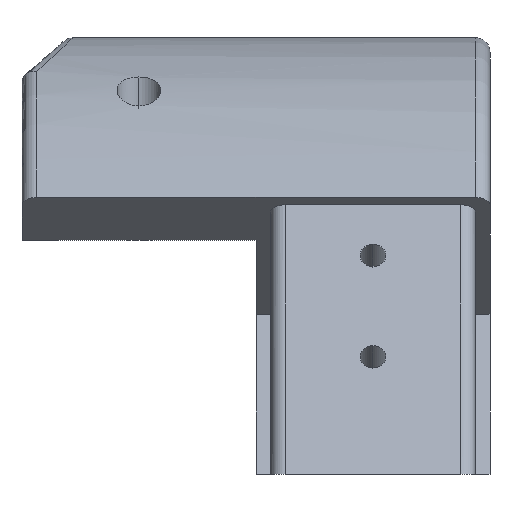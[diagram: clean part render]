
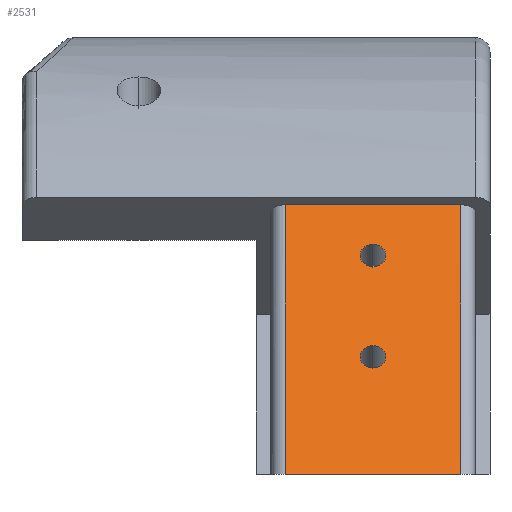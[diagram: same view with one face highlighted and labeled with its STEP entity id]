
A CAD part, left-side view. The second image highlights one B-rep face of the part: STEP entity #2531.
In plain terms, the highlighted planar face has unit normal (-0.866, 0, 0.5).
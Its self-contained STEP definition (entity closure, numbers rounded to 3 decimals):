
#80 = DIRECTION ( 'NONE',  ( 0.5, 0., 0.866 ) ) ;
#110 = DIRECTION ( 'NONE',  ( -0.866, 0., 0.5 ) ) ;
#133 = CARTESIAN_POINT ( 'NONE',  ( 8.751, -16., 31.444 ) ) ;
#145 = EDGE_CURVE ( 'NONE', #3822, #4226, #1019, .T. ) ;
#207 = CARTESIAN_POINT ( 'NONE',  ( -9.403, -32., 0. ) ) ;
#246 = PLANE ( 'NONE',  #452 ) ;
#316 = AXIS2_PLACEMENT_3D ( 'NONE', #2733, #1926, #3644 ) ;
#396 = CARTESIAN_POINT ( 'NONE',  ( -0.124, -16., 16.072 ) ) ;
#420 = LINE ( 'NONE', #3007, #5470 ) ;
#421 = DIRECTION ( 'NONE',  ( 0.5, 0., 0.866 ) ) ;
#452 = AXIS2_PLACEMENT_3D ( 'NONE', #589, #3635, #1971 ) ;
#589 = CARTESIAN_POINT ( 'NONE',  ( 11.876, -32., 36.856 ) ) ;
#802 = VERTEX_POINT ( 'NONE', #3142 ) ;
#915 = CARTESIAN_POINT ( 'NONE',  ( 11.876, -28., 36.856 ) ) ;
#932 = EDGE_CURVE ( 'NONE', #4226, #4503, #2850, .T. ) ;
#1019 = LINE ( 'NONE', #2235, #3488 ) ;
#1353 = CARTESIAN_POINT ( 'NONE',  ( 7.876, -16., 29.928 ) ) ;
#1492 = FACE_OUTER_BOUND ( 'NONE', #3975, .T. ) ;
#1614 = CARTESIAN_POINT ( 'NONE',  ( 11.876, -4., 36.856 ) ) ;
#1655 = AXIS2_PLACEMENT_3D ( 'NONE', #3883, #3806, #1680 ) ;
#1680 = DIRECTION ( 'NONE',  ( 0.5, 0., 0.866 ) ) ;
#1701 = CIRCLE ( 'NONE', #3497, 1.75 ) ;
#1761 = ORIENTED_EDGE ( 'NONE', *, *, #2006, .F. ) ;
#1766 = CARTESIAN_POINT ( 'NONE',  ( -9.403, -4., 0. ) ) ;
#1874 = LINE ( 'NONE', #207, #5435 ) ;
#1926 = DIRECTION ( 'NONE',  ( -0.866, 0., 0.5 ) ) ;
#1967 = VERTEX_POINT ( 'NONE', #5232 ) ;
#1971 = DIRECTION ( 'NONE',  ( -0.5, 0., -0.866 ) ) ;
#2006 = EDGE_CURVE ( 'NONE', #3567, #1967, #1701, .T. ) ;
#2235 = CARTESIAN_POINT ( 'NONE',  ( 11.876, -32., 36.856 ) ) ;
#2391 = FACE_BOUND ( 'NONE', #4125, .T. ) ;
#2403 = ORIENTED_EDGE ( 'NONE', *, *, #4531, .T. ) ;
#2531 = ADVANCED_FACE ( 'NONE', ( #2391, #5318, #1492 ), #246, .F. ) ;
#2585 = CARTESIAN_POINT ( 'NONE',  ( 0.751, -16., 17.587 ) ) ;
#2733 = CARTESIAN_POINT ( 'NONE',  ( 7.876, -16., 29.928 ) ) ;
#2850 = LINE ( 'NONE', #1614, #4768 ) ;
#3007 = CARTESIAN_POINT ( 'NONE',  ( 11.876, -28., 36.856 ) ) ;
#3142 = CARTESIAN_POINT ( 'NONE',  ( -9.403, -28., 0. ) ) ;
#3211 = VERTEX_POINT ( 'NONE', #4845 ) ;
#3278 = ORIENTED_EDGE ( 'NONE', *, *, #145, .T. ) ;
#3377 = ORIENTED_EDGE ( 'NONE', *, *, #3402, .F. ) ;
#3402 = EDGE_CURVE ( 'NONE', #3211, #4456, #4150, .T. ) ;
#3447 = ORIENTED_EDGE ( 'NONE', *, *, #932, .T. ) ;
#3462 = DIRECTION ( 'NONE',  ( -0.866, 0., 0.5 ) ) ;
#3488 = VECTOR ( 'NONE', #5275, 1000. ) ;
#3497 = AXIS2_PLACEMENT_3D ( 'NONE', #1353, #110, #80 ) ;
#3517 = EDGE_CURVE ( 'NONE', #802, #4503, #1874, .T. ) ;
#3567 = VERTEX_POINT ( 'NONE', #133 ) ;
#3635 = DIRECTION ( 'NONE',  ( 0.866, 0., -0.5 ) ) ;
#3644 = DIRECTION ( 'NONE',  ( 0.5, 0., 0.866 ) ) ;
#3649 = DIRECTION ( 'NONE',  ( 0., 1., 0. ) ) ;
#3788 = AXIS2_PLACEMENT_3D ( 'NONE', #396, #3462, #421 ) ;
#3806 = DIRECTION ( 'NONE',  ( -0.866, 0., 0.5 ) ) ;
#3822 = VERTEX_POINT ( 'NONE', #915 ) ;
#3827 = CIRCLE ( 'NONE', #316, 1.75 ) ;
#3883 = CARTESIAN_POINT ( 'NONE',  ( -0.124, -16., 16.072 ) ) ;
#3975 = EDGE_LOOP ( 'NONE', ( #3278, #3447, #4065, #2403 ) ) ;
#4065 = ORIENTED_EDGE ( 'NONE', *, *, #3517, .F. ) ;
#4125 = EDGE_LOOP ( 'NONE', ( #1761, #5515 ) ) ;
#4150 = CIRCLE ( 'NONE', #3788, 1.75 ) ;
#4166 = DIRECTION ( 'NONE',  ( -0.5, 0., -0.866 ) ) ;
#4226 = VERTEX_POINT ( 'NONE', #5462 ) ;
#4248 = ORIENTED_EDGE ( 'NONE', *, *, #4392, .F. ) ;
#4392 = EDGE_CURVE ( 'NONE', #4456, #3211, #5278, .T. ) ;
#4456 = VERTEX_POINT ( 'NONE', #2585 ) ;
#4503 = VERTEX_POINT ( 'NONE', #1766 ) ;
#4531 = EDGE_CURVE ( 'NONE', #802, #3822, #420, .T. ) ;
#4565 = EDGE_LOOP ( 'NONE', ( #4248, #3377 ) ) ;
#4768 = VECTOR ( 'NONE', #4166, 1000. ) ;
#4845 = CARTESIAN_POINT ( 'NONE',  ( -0.999, -16., 14.556 ) ) ;
#5153 = EDGE_CURVE ( 'NONE', #1967, #3567, #3827, .T. ) ;
#5232 = CARTESIAN_POINT ( 'NONE',  ( 7.001, -16., 28.413 ) ) ;
#5275 = DIRECTION ( 'NONE',  ( 0., 1., 0. ) ) ;
#5278 = CIRCLE ( 'NONE', #1655, 1.75 ) ;
#5318 = FACE_BOUND ( 'NONE', #4565, .T. ) ;
#5435 = VECTOR ( 'NONE', #3649, 1000. ) ;
#5462 = CARTESIAN_POINT ( 'NONE',  ( 11.876, -4., 36.856 ) ) ;
#5470 = VECTOR ( 'NONE', #5565, 1000. ) ;
#5515 = ORIENTED_EDGE ( 'NONE', *, *, #5153, .F. ) ;
#5565 = DIRECTION ( 'NONE',  ( 0.5, 0., 0.866 ) ) ;
